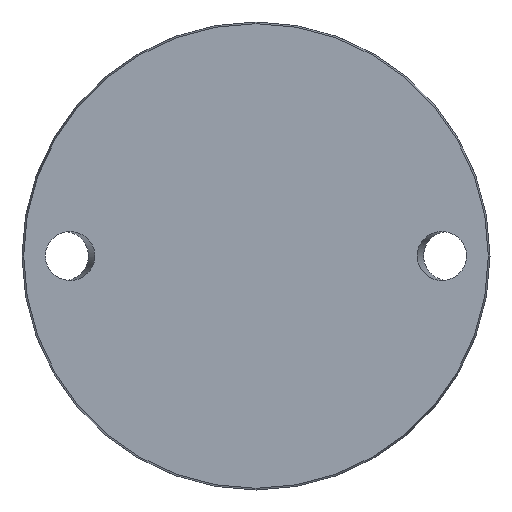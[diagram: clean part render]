
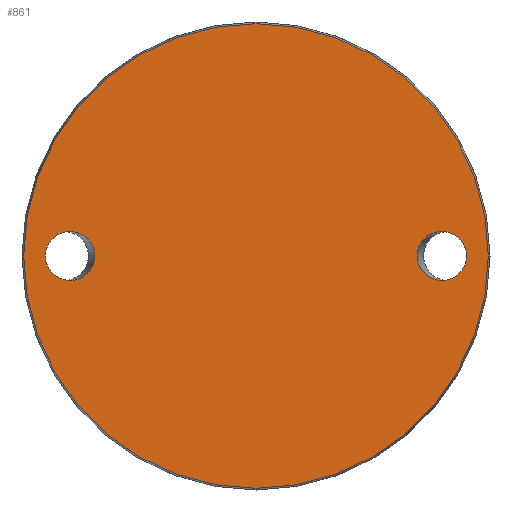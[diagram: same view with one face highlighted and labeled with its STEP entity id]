
A CAD part, front view. The second image highlights one B-rep face of the part: STEP entity #861.
In plain terms, the highlighted planar face has unit normal (0, -1, 0).
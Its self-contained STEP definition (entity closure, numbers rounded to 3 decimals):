
#15 = CARTESIAN_POINT ( 'NONE',  ( 0., 0., 0. ) ) ;
#68 = ORIENTED_EDGE ( 'NONE', *, *, #506, .T. ) ;
#73 = VERTEX_POINT ( 'NONE', #915 ) ;
#109 = FACE_BOUND ( 'NONE', #930, .T. ) ;
#126 = CARTESIAN_POINT ( 'NONE',  ( 54.385, 0., 0. ) ) ;
#136 = EDGE_CURVE ( 'NONE', #980, #980, #479, .T. ) ;
#163 = AXIS2_PLACEMENT_3D ( 'NONE', #15, #333, #413 ) ;
#176 = CARTESIAN_POINT ( 'NONE',  ( -71.115, 0., 0. ) ) ;
#183 = ORIENTED_EDGE ( 'NONE', *, *, #136, .T. ) ;
#188 =( BOUNDED_CURVE ( )  B_SPLINE_CURVE ( 3, ( #973, #361, #440, #201, #606, #520, #126 ),
 .UNSPECIFIED., .T., .F. ) 
 B_SPLINE_CURVE_WITH_KNOTS ( ( 4, 3, 4 ),
 ( 0., 3.142, 6.283 ),
 .UNSPECIFIED. ) 
 CURVE ( )  GEOMETRIC_REPRESENTATION_ITEM ( )  RATIONAL_B_SPLINE_CURVE ( ( 1., 0.333, 0.333, 1., 0.333, 0.333, 1. ) ) 
 REPRESENTATION_ITEM ( '' )  );
#201 = CARTESIAN_POINT ( 'NONE',  ( 71.115, 0., 0. ) ) ;
#252 = EDGE_CURVE ( 'NONE', #73, #73, #188, .T. ) ;
#257 =( BOUNDED_CURVE ( )  B_SPLINE_CURVE ( 3, ( #955, #663, #347, #972, #292, #749, #358 ),
 .UNSPECIFIED., .T., .T. ) 
 B_SPLINE_CURVE_WITH_KNOTS ( ( 4, 3, 4 ),
 ( 0., 3.142, 6.283 ),
 .UNSPECIFIED. ) 
 CURVE ( )  GEOMETRIC_REPRESENTATION_ITEM ( )  RATIONAL_B_SPLINE_CURVE ( ( 1., 0.333, 0.333, 1., 0.333, 0.333, 1. ) ) 
 REPRESENTATION_ITEM ( '' )  );
#292 = CARTESIAN_POINT ( 'NONE',  ( -54.385, 0., -16.5 ) ) ;
#306 = DIRECTION ( 'NONE',  ( 0., 0., 1. ) ) ;
#330 = VERTEX_POINT ( 'NONE', #176 ) ;
#333 = DIRECTION ( 'NONE',  ( 0., -1., 0. ) ) ;
#347 = CARTESIAN_POINT ( 'NONE',  ( -54.385, 0., 16.5 ) ) ;
#358 = CARTESIAN_POINT ( 'NONE',  ( -71.115, 0., 0. ) ) ;
#361 = CARTESIAN_POINT ( 'NONE',  ( 54.385, 0., -16.5 ) ) ;
#362 = ORIENTED_EDGE ( 'NONE', *, *, #252, .F. ) ;
#380 = EDGE_LOOP ( 'NONE', ( #183 ) ) ;
#413 = DIRECTION ( 'NONE',  ( 0., 0., -1. ) ) ;
#426 = FACE_OUTER_BOUND ( 'NONE', #380, .T. ) ;
#440 = CARTESIAN_POINT ( 'NONE',  ( 71.115, 0., -16.5 ) ) ;
#454 = CARTESIAN_POINT ( 'NONE',  ( -78.425, 0., 0. ) ) ;
#459 = DIRECTION ( 'NONE',  ( 0., 1., 0. ) ) ;
#479 = CIRCLE ( 'NONE', #163, 78.425 ) ;
#506 = EDGE_CURVE ( 'NONE', #330, #330, #257, .T. ) ;
#520 = CARTESIAN_POINT ( 'NONE',  ( 54.385, 0., 16.5 ) ) ;
#606 = CARTESIAN_POINT ( 'NONE',  ( 71.115, 0., 16.5 ) ) ;
#663 = CARTESIAN_POINT ( 'NONE',  ( -71.115, 0., 16.5 ) ) ;
#738 = PLANE ( 'NONE',  #773 ) ;
#749 = CARTESIAN_POINT ( 'NONE',  ( -71.115, 0., -16.5 ) ) ;
#773 = AXIS2_PLACEMENT_3D ( 'NONE', #454, #459, #306 ) ;
#809 = FACE_BOUND ( 'NONE', #831, .T. ) ;
#831 = EDGE_LOOP ( 'NONE', ( #362 ) ) ;
#861 = ADVANCED_FACE ( 'NONE', ( #109, #809, #426 ), #738, .F. ) ;
#915 = CARTESIAN_POINT ( 'NONE',  ( 54.385, 0., 0. ) ) ;
#930 = EDGE_LOOP ( 'NONE', ( #68 ) ) ;
#955 = CARTESIAN_POINT ( 'NONE',  ( -71.115, 0., 0. ) ) ;
#972 = CARTESIAN_POINT ( 'NONE',  ( -54.385, 0., 0. ) ) ;
#973 = CARTESIAN_POINT ( 'NONE',  ( 54.385, 0., 0. ) ) ;
#980 = VERTEX_POINT ( 'NONE', #984 ) ;
#984 = CARTESIAN_POINT ( 'NONE',  ( 0., 0., -78.425 ) ) ;
